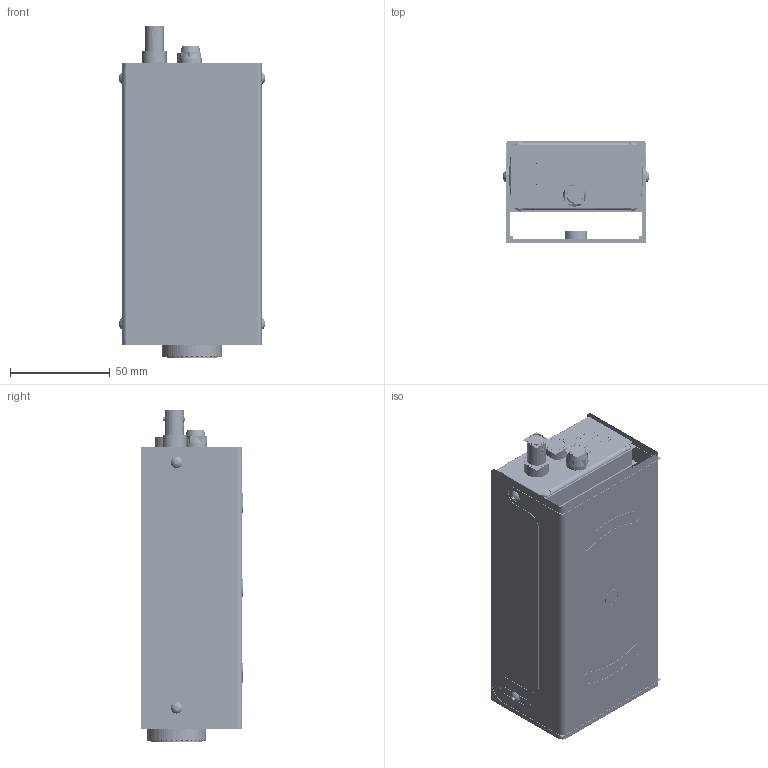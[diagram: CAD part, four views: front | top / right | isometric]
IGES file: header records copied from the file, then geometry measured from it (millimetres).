
Start section:  PTC IGES file: 144671.igs
Global section: file name: 144671.igs; native system: Creo Parametric by Parametric Technology Corporation; preprocessor: 2016010; author: PDMAdmin; organization: Unknown; date: 20160520.150014; units: millimetre
Bounding box: 73.33 x 51.05 x 166.63 mm (x, y, z)
Volume: 101487.2 mm3; surface area: 694904 mm2
Topology: 30 solids, 48 shells, 3460 faces, 18011 edges, 23037 vertices
Faces by surface type: revolution 2052, bspline 1408
